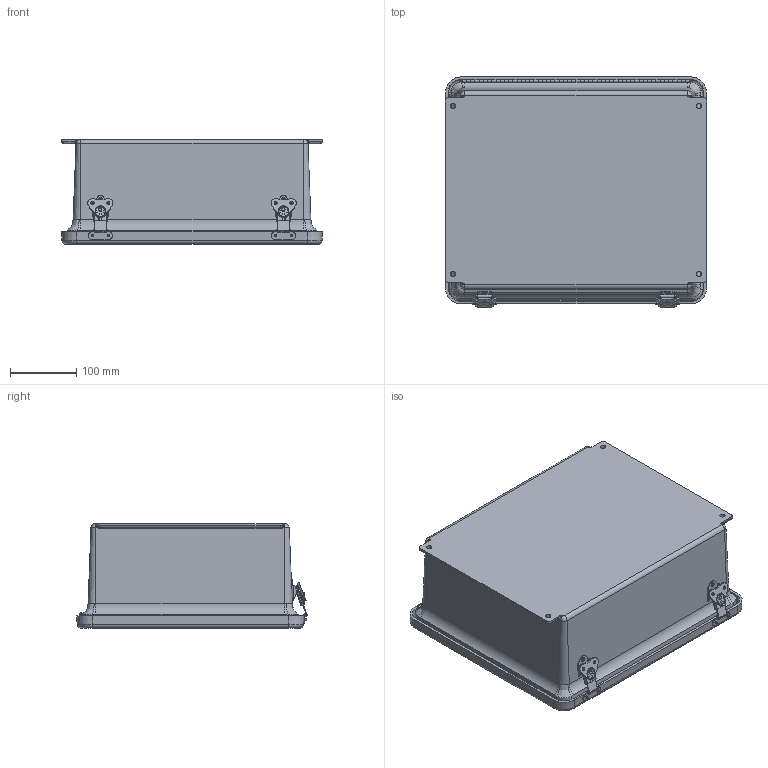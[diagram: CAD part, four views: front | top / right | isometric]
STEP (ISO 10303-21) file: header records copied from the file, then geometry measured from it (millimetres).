
FILE_DESCRIPTION(/* description */ (''),/* implementation_level */ '2;1');
FILE_NAME(/* name */ 'HW-J1412CHTL.stp',/* time_stamp */ '2016-08-29T10:31:51-05:00',/* author */ ('pmescher'),/* organization */ (''),/* preprocessor_version */ 'ST-DEVELOPER v16.5',/* originating_system */ 'Autodesk Inventor 2017',/* authorisation */ '');
FILE_SCHEMA (('CONFIG_CONTROL_DESIGN'));
Length unit declared in the file: inch
Products named in the file (23): HW-J1412CHTL; J1412HL; WP1412HLU; J1412HLCVR; 1412H; RMKEEPLL150; SW3dPS-K3-0334-52_K3-0334-07; RMHING13-1/2; RMHINGBOX13.5; RMHINGCOV13.5; RMHINGPIN13.5; RMRIV43; RMLATJLL150; SW3dPS-K3-2347-52_K3_Rivet; SW3dPS-K3-2347-52_K3-2347-07_K3_Slide_No.3_Link_Lock_clf; SW3dPS-K3-2347-52_k3_anchor_plate_clf; SW3dPS-K3-2347-52_k3_Link_Lock_Housing; SW3dPS-K3-2347-52_k3_upper_cam_clf1; SW3dPS-K3-2347-52_k3_wing_clf1; SW3dPS-K3-2347-52_K3_Rivet_Anchor_Plate; SW3dPS-K3-2347-52_k3_cam_lower_clf; SW3dPS-K3-2347-52_k3_cap_spring_clf; RMRIV44
Assembly tree (36 placements, depth 4):
  HW-J1412CHTL
    J1412HL
    WP1412HLU
      J1412HLCVR
      1412H
      RMKEEPLL150  x2
        SW3dPS-K3-0334-52_K3-0334-07
        RMRIV44
    RMHING13-1/2
      RMHINGBOX13.5
      RMHINGCOV13.5
      RMHINGPIN13.5
      RMRIV43  x10
    RMLATJLL150  x2
      SW3dPS-K3-2347-52_K3_Rivet
      SW3dPS-K3-2347-52_K3-2347-07_K3_Slide_No.3_Link_Lock_clf
      SW3dPS-K3-2347-52_k3_anchor_plate_clf
      SW3dPS-K3-2347-52_k3_Link_Lock_Housing
      SW3dPS-K3-2347-52_k3_upper_cam_clf1
      SW3dPS-K3-2347-52_k3_wing_clf1
      SW3dPS-K3-2347-52_K3_Rivet_Anchor_Plate
      SW3dPS-K3-2347-52_k3_cam_lower_clf
      SW3dPS-K3-2347-52_k3_cap_spring_clf
      RMRIV44
Bounding box: 393.7 x 347.56 x 157.8 mm (x, y, z)
Volume: 1864730.3 mm3; surface area: 1036100.4 mm2
Topology: 44 solids, 44 shells, 1050 faces, 2672 edges, 1761 vertices
Faces by surface type: plane 503, cylinder 429, torus 50, cone 30, bspline 28, sphere 10
Full cylindrical faces by diameter (mm): 1.702 x2, 2.159 x55, 2.21 x2, 2.489 x4, 2.64 x18, 2.794 x2, 3.175 x20, 3.3 x4, 3.327 x10, 3.378 x4, 3.429 x2, 3.556 x20, 3.861 x8, 4.572 x2, 4.75 x4, 4.8 x2, 4.851 x4, 5.41 x2, 5.537 x4, 6.35 x2, 7.264 x2, 7.925 x4, 13.335 x2, 13.589 x2, 15.494 x2, 16.764 x2
Entity records: 24701 total; most frequent: CARTESIAN_POINT 5004, DIRECTION 4078, ORIENTED_EDGE 3678, EDGE_CURVE 1839, AXIS2_PLACEMENT_3D 1509, VERTEX_POINT 1281, EDGE_LOOP 1120, LINE 1060
